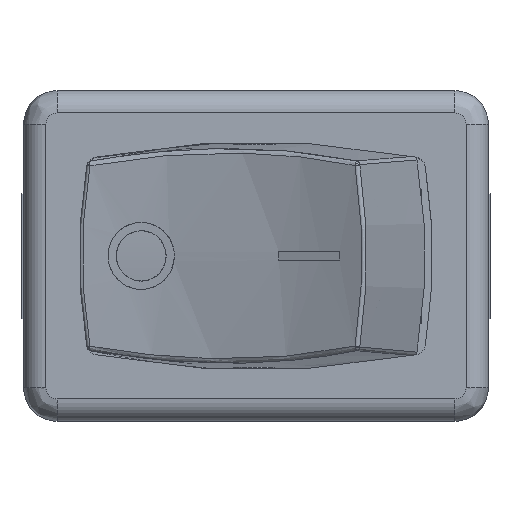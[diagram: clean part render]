
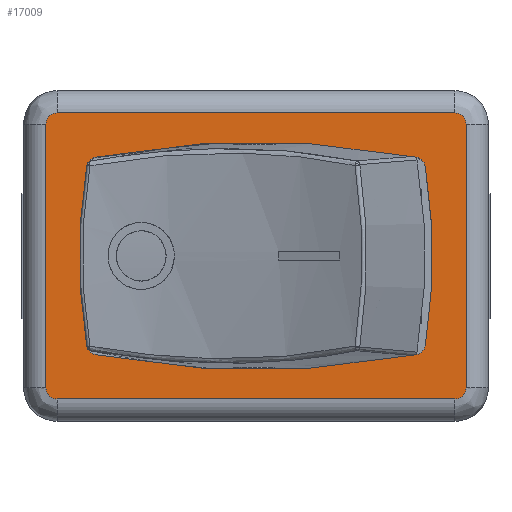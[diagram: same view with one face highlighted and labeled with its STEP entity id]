
A CAD part, top view. The second image highlights one B-rep face of the part: STEP entity #17009.
In plain terms, the highlighted planar face has unit normal (0, 0, 1).
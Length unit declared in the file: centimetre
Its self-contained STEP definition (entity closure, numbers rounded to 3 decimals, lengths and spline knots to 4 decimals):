
#105=FACE_BOUND('',#2975,.T.);
#453=CIRCLE('',#17167,0.05);
#494=CIRCLE('',#17694,3.82);
#495=CIRCLE('',#17696,0.05);
#498=CIRCLE('',#17700,3.82);
#500=CIRCLE('',#17703,0.05);
#502=CIRCLE('',#17706,2.5);
#504=CIRCLE('',#17709,0.05);
#508=CIRCLE('',#17715,0.05);
#512=CIRCLE('',#17719,0.05);
#516=CIRCLE('',#17725,0.05);
#520=CIRCLE('',#17729,0.05);
#1064=PLANE('',#17735);
#1975=FACE_OUTER_BOUND('',#2974,.T.);
#2974=EDGE_LOOP('',(#16012,#16013,#16014,#16015,#16016,#16017,#16018,#16019));
#2975=EDGE_LOOP('',(#16020,#16021,#16022,#16023,#16024,#16025,#16026,#16027,
#16028,#16029,#16030,#16031));
#3011=B_SPLINE_CURVE_WITH_KNOTS('',3,(#21540,#21541,#21542,#21543,#21544,
#21545,#21546),.UNSPECIFIED.,.F.,.F.,(4,3,4),(0.,0.0016,0.0032),
 .UNSPECIFIED.);
#3013=B_SPLINE_CURVE_WITH_KNOTS('',3,(#21576,#21577,#21578,#21579,#21580,
#21581),.UNSPECIFIED.,.F.,.F.,(4,2,4),(0.0125,0.0159,
0.0213),.UNSPECIFIED.);
#3026=B_SPLINE_CURVE_WITH_KNOTS('',3,(#21751,#21752,#21753,#21754,#21755,
#21756),.UNSPECIFIED.,.F.,.F.,(4,2,4),(0.0212,0.4484,
0.8367),.UNSPECIFIED.);
#3049=B_SPLINE_CURVE_WITH_KNOTS('',3,(#22146,#22147,#22148,#22149,#22150,
#22151,#22152),.UNSPECIFIED.,.F.,.F.,(4,3,4),(0.,0.0016,0.0032),
 .UNSPECIFIED.);
#3051=B_SPLINE_CURVE_WITH_KNOTS('',3,(#22176,#22177,#22178,#22179,#22180,
#22181),.UNSPECIFIED.,.F.,.F.,(4,2,4),(0.,0.0067,0.0088),
 .UNSPECIFIED.);
#5326=LINE('',#32201,#7020);
#5328=LINE('',#32237,#7022);
#5331=LINE('',#32244,#7025);
#5333=LINE('',#32275,#7027);
#7020=VECTOR('',#20789,1.);
#7022=VECTOR('',#20809,1.);
#7025=VECTOR('',#20816,1.);
#7027=VECTOR('',#20832,1.);
#7165=VERTEX_POINT('',#21538);
#7166=VERTEX_POINT('',#21539);
#7169=VERTEX_POINT('',#21575);
#7179=VERTEX_POINT('',#21750);
#7199=VERTEX_POINT('',#22145);
#7201=VERTEX_POINT('',#22175);
#7228=VERTEX_POINT('',#24271);
#8635=VERTEX_POINT('',#32165);
#8636=VERTEX_POINT('',#32169);
#8639=VERTEX_POINT('',#32177);
#8641=VERTEX_POINT('',#32183);
#8643=VERTEX_POINT('',#32189);
#8645=VERTEX_POINT('',#32198);
#8646=VERTEX_POINT('',#32200);
#8649=VERTEX_POINT('',#32215);
#8650=VERTEX_POINT('',#32228);
#8653=VERTEX_POINT('',#32235);
#8654=VERTEX_POINT('',#32240);
#8657=VERTEX_POINT('',#32255);
#8658=VERTEX_POINT('',#32268);
#8858=EDGE_CURVE('',#7165,#7166,#3011,.T.);
#8862=EDGE_CURVE('',#7169,#7165,#3013,.T.);
#8875=EDGE_CURVE('',#7166,#7179,#3026,.T.);
#8909=EDGE_CURVE('',#7179,#7199,#3049,.T.);
#8912=EDGE_CURVE('',#7199,#7201,#3051,.T.);
#8962=EDGE_CURVE('',#7201,#7228,#453,.T.);
#11077=EDGE_CURVE('',#7228,#8635,#494,.T.);
#11078=EDGE_CURVE('',#8636,#7169,#495,.T.);
#11082=EDGE_CURVE('',#8639,#8636,#498,.T.);
#11085=EDGE_CURVE('',#8641,#8639,#500,.T.);
#11088=EDGE_CURVE('',#8643,#8641,#502,.T.);
#11091=EDGE_CURVE('',#8635,#8643,#504,.T.);
#11093=EDGE_CURVE('',#8645,#8646,#5326,.T.);
#11097=EDGE_CURVE('',#8649,#8645,#508,.T.);
#11101=EDGE_CURVE('',#8646,#8650,#512,.T.);
#11103=EDGE_CURVE('',#8653,#8649,#5328,.T.);
#11107=EDGE_CURVE('',#8650,#8654,#5331,.T.);
#11109=EDGE_CURVE('',#8657,#8653,#516,.T.);
#11113=EDGE_CURVE('',#8654,#8658,#520,.T.);
#11115=EDGE_CURVE('',#8658,#8657,#5333,.T.);
#16012=ORIENTED_EDGE('',*,*,#11093,.F.);
#16013=ORIENTED_EDGE('',*,*,#11097,.F.);
#16014=ORIENTED_EDGE('',*,*,#11103,.F.);
#16015=ORIENTED_EDGE('',*,*,#11109,.F.);
#16016=ORIENTED_EDGE('',*,*,#11115,.F.);
#16017=ORIENTED_EDGE('',*,*,#11113,.F.);
#16018=ORIENTED_EDGE('',*,*,#11107,.F.);
#16019=ORIENTED_EDGE('',*,*,#11101,.F.);
#16020=ORIENTED_EDGE('',*,*,#8912,.T.);
#16021=ORIENTED_EDGE('',*,*,#8962,.T.);
#16022=ORIENTED_EDGE('',*,*,#11077,.T.);
#16023=ORIENTED_EDGE('',*,*,#11091,.T.);
#16024=ORIENTED_EDGE('',*,*,#11088,.T.);
#16025=ORIENTED_EDGE('',*,*,#11085,.T.);
#16026=ORIENTED_EDGE('',*,*,#11082,.T.);
#16027=ORIENTED_EDGE('',*,*,#11078,.T.);
#16028=ORIENTED_EDGE('',*,*,#8862,.T.);
#16029=ORIENTED_EDGE('',*,*,#8858,.T.);
#16030=ORIENTED_EDGE('',*,*,#8875,.T.);
#16031=ORIENTED_EDGE('',*,*,#8909,.T.);
#17009=ADVANCED_FACE('',(#1975,#105),#1064,.T.);
#17167=AXIS2_PLACEMENT_3D('',#24273,#18189,#18190);
#17694=AXIS2_PLACEMENT_3D('',#32167,#20747,#20748);
#17696=AXIS2_PLACEMENT_3D('',#32170,#20751,#20752);
#17700=AXIS2_PLACEMENT_3D('',#32178,#20760,#20761);
#17703=AXIS2_PLACEMENT_3D('',#32184,#20767,#20768);
#17706=AXIS2_PLACEMENT_3D('',#32190,#20774,#20775);
#17709=AXIS2_PLACEMENT_3D('',#32194,#20781,#20782);
#17715=AXIS2_PLACEMENT_3D('',#32217,#20795,#20796);
#17719=AXIS2_PLACEMENT_3D('',#32232,#20803,#20804);
#17725=AXIS2_PLACEMENT_3D('',#32257,#20819,#20820);
#17729=AXIS2_PLACEMENT_3D('',#32272,#20827,#20828);
#17735=AXIS2_PLACEMENT_3D('',#32285,#20846,#20847);
#18189=DIRECTION('center_axis',(0.,0.,
-1.));
#18190=DIRECTION('ref_axis',(0.188,-0.982,0.));
#20747=DIRECTION('center_axis',(0.,0.,
-1.));
#20748=DIRECTION('ref_axis',(-0.188,-0.982,0.));
#20751=DIRECTION('center_axis',(0.,0.,
-1.));
#20752=DIRECTION('ref_axis',(0.987,0.16,0.));
#20760=DIRECTION('center_axis',(0.,0.,
-1.));
#20761=DIRECTION('ref_axis',(0.188,0.982,0.));
#20767=DIRECTION('center_axis',(0.,0.,
-1.));
#20768=DIRECTION('ref_axis',(-0.188,0.982,0.));
#20774=DIRECTION('center_axis',(0.,0.,
-1.));
#20775=DIRECTION('ref_axis',(-0.987,0.16,0.));
#20781=DIRECTION('center_axis',(0.,0.,
-1.));
#20782=DIRECTION('ref_axis',(-0.987,-0.16,0.));
#20789=DIRECTION('',(0.,1.,0.));
#20795=DIRECTION('center_axis',(0.,0.,
-1.));
#20796=DIRECTION('ref_axis',(-0.707,-0.707,0.));
#20803=DIRECTION('center_axis',(0.,0.,
-1.));
#20804=DIRECTION('ref_axis',(-0.707,0.707,0.));
#20809=DIRECTION('',(-1.,0.,0.));
#20816=DIRECTION('',(1.,0.,0.));
#20819=DIRECTION('center_axis',(0.,0.,
-1.));
#20820=DIRECTION('ref_axis',(0.707,-0.707,0.));
#20827=DIRECTION('center_axis',(0.,0.,
-1.));
#20828=DIRECTION('ref_axis',(0.707,0.707,0.));
#20832=DIRECTION('',(0.,-1.,0.));
#20846=DIRECTION('center_axis',(0.,0.,
1.));
#20847=DIRECTION('ref_axis',(1.,0.,0.));
#21538=CARTESIAN_POINT('',(-0.7561,-0.4096,1.6));
#21539=CARTESIAN_POINT('',(-0.7568,-0.4065,1.6));
#21540=CARTESIAN_POINT('Ctrl Pts',(-0.7561,-0.4096,
1.6));
#21541=CARTESIAN_POINT('Ctrl Pts',(-0.7563,-0.409,
1.6));
#21542=CARTESIAN_POINT('Ctrl Pts',(-0.7564,-0.4085,
1.6));
#21543=CARTESIAN_POINT('Ctrl Pts',(-0.7565,-0.408,
1.6));
#21544=CARTESIAN_POINT('Ctrl Pts',(-0.7566,-0.4075,
1.6));
#21545=CARTESIAN_POINT('Ctrl Pts',(-0.7567,-0.407,
1.6));
#21546=CARTESIAN_POINT('Ctrl Pts',(-0.7568,-0.4065,
1.6));
#21575=CARTESIAN_POINT('',(-0.752,-0.4172,1.6));
#21576=CARTESIAN_POINT('Ctrl Pts',(-0.752,-0.4172,
1.6));
#21577=CARTESIAN_POINT('Ctrl Pts',(-0.7527,-0.4164,
1.6));
#21578=CARTESIAN_POINT('Ctrl Pts',(-0.7534,-0.4155,
1.6));
#21579=CARTESIAN_POINT('Ctrl Pts',(-0.7549,-0.413,
1.6));
#21580=CARTESIAN_POINT('Ctrl Pts',(-0.7556,-0.4113,
1.6));
#21581=CARTESIAN_POINT('Ctrl Pts',(-0.7561,-0.4096,
1.6));
#21750=CARTESIAN_POINT('',(-0.7568,0.4065,1.6));
#21751=CARTESIAN_POINT('Ctrl Pts',(-0.7568,-0.4065,
1.6));
#21752=CARTESIAN_POINT('Ctrl Pts',(-0.7809,-0.2661,
1.6));
#21753=CARTESIAN_POINT('Ctrl Pts',(-0.7924,-0.1233,
1.6));
#21754=CARTESIAN_POINT('Ctrl Pts',(-0.7902,0.1492,
1.6));
#21755=CARTESIAN_POINT('Ctrl Pts',(-0.7787,0.2788,
1.6));
#21756=CARTESIAN_POINT('Ctrl Pts',(-0.7568,0.4065,
1.6));
#22145=CARTESIAN_POINT('',(-0.7561,0.4096,1.6));
#22146=CARTESIAN_POINT('Ctrl Pts',(-0.7568,0.4065,
1.6));
#22147=CARTESIAN_POINT('Ctrl Pts',(-0.7567,0.407,
1.6));
#22148=CARTESIAN_POINT('Ctrl Pts',(-0.7566,0.4075,
1.6));
#22149=CARTESIAN_POINT('Ctrl Pts',(-0.7565,0.408,
1.6));
#22150=CARTESIAN_POINT('Ctrl Pts',(-0.7564,0.4085,
1.6));
#22151=CARTESIAN_POINT('Ctrl Pts',(-0.7563,0.409,
1.6));
#22152=CARTESIAN_POINT('Ctrl Pts',(-0.7561,0.4096,1.6));
#22175=CARTESIAN_POINT('',(-0.752,0.4172,1.6));
#22176=CARTESIAN_POINT('Ctrl Pts',(-0.7561,0.4096,
1.6));
#22177=CARTESIAN_POINT('Ctrl Pts',(-0.7555,0.4117,
1.6));
#22178=CARTESIAN_POINT('Ctrl Pts',(-0.7546,0.4138,
1.6));
#22179=CARTESIAN_POINT('Ctrl Pts',(-0.7529,0.4162,
1.6));
#22180=CARTESIAN_POINT('Ctrl Pts',(-0.7524,0.4167,
1.6));
#22181=CARTESIAN_POINT('Ctrl Pts',(-0.752,0.4172,
1.6));
#24271=CARTESIAN_POINT('',(-0.7177,0.442,1.6));
#24273=CARTESIAN_POINT('Origin',(-0.7083,0.3929,1.6));
#32165=CARTESIAN_POINT('',(0.7177,0.442,1.6));
#32167=CARTESIAN_POINT('Origin',(0.,-3.31,1.6));
#32169=CARTESIAN_POINT('',(-0.7177,-0.442,1.6));
#32170=CARTESIAN_POINT('Origin',(-0.7083,-0.3929,
1.6));
#32177=CARTESIAN_POINT('',(0.7177,-0.442,1.6));
#32178=CARTESIAN_POINT('Origin',(0.,3.31,1.6));
#32183=CARTESIAN_POINT('',(0.7576,-0.4009,1.6));
#32184=CARTESIAN_POINT('Origin',(0.7083,-0.3929,1.6));
#32189=CARTESIAN_POINT('',(0.7576,0.4009,1.6));
#32190=CARTESIAN_POINT('Origin',(-1.71,0.,1.6));
#32194=CARTESIAN_POINT('Origin',(0.7083,0.3929,1.6));
#32198=CARTESIAN_POINT('',(-0.94,-0.59,1.6));
#32200=CARTESIAN_POINT('',(-0.94,0.59,1.6));
#32201=CARTESIAN_POINT('',(-0.94,-0.295,1.6));
#32215=CARTESIAN_POINT('',(-0.89,-0.64,1.6));
#32217=CARTESIAN_POINT('Origin',(-0.89,-0.59,1.6));
#32228=CARTESIAN_POINT('',(-0.89,0.64,1.6));
#32232=CARTESIAN_POINT('Origin',(-0.89,0.59,1.6));
#32235=CARTESIAN_POINT('',(0.89,-0.64,1.6));
#32237=CARTESIAN_POINT('',(0.445,-0.64,1.6));
#32240=CARTESIAN_POINT('',(0.89,0.64,1.6));
#32244=CARTESIAN_POINT('',(-0.445,0.64,1.6));
#32255=CARTESIAN_POINT('',(0.94,-0.59,1.6));
#32257=CARTESIAN_POINT('Origin',(0.89,-0.59,1.6));
#32268=CARTESIAN_POINT('',(0.94,0.59,1.6));
#32272=CARTESIAN_POINT('Origin',(0.89,0.59,1.6));
#32275=CARTESIAN_POINT('',(0.94,0.295,1.6));
#32285=CARTESIAN_POINT('Origin',(0.,0.,
1.6));
